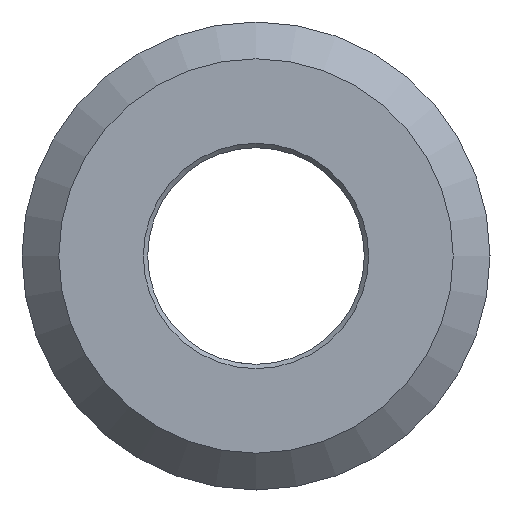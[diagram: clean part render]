
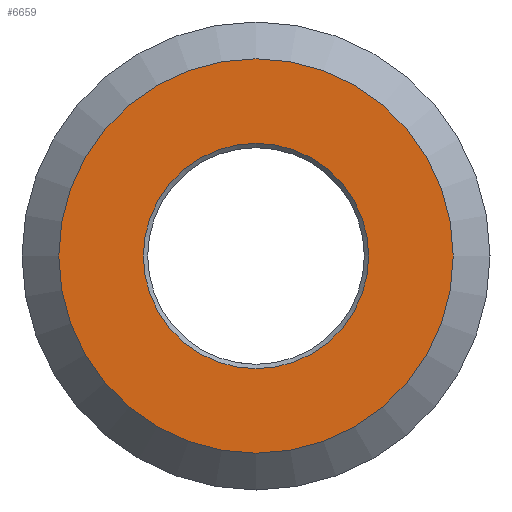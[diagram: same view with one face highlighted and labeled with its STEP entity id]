
A CAD part, front view. The second image highlights one B-rep face of the part: STEP entity #6659.
In plain terms, the highlighted planar face has unit normal (0, -1, 0).
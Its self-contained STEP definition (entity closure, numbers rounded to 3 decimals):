
#1124 = DIRECTION ( 'NONE',  ( 0., 1., 0. ) ) ;
#1555 = DIRECTION ( 'NONE',  ( 0., 0., 1. ) ) ;
#1691 = AXIS2_PLACEMENT_3D ( 'NONE', #7401, #1124, #3226 ) ;
#2560 = AXIS2_PLACEMENT_3D ( 'NONE', #4662, #7689, #1555 ) ;
#2581 = FACE_OUTER_BOUND ( 'NONE', #5048, .T. ) ;
#2976 = EDGE_LOOP ( 'NONE', ( #5040 ) ) ;
#3226 = DIRECTION ( 'NONE',  ( 0., 0., 1. ) ) ;
#4197 = EDGE_CURVE ( 'NONE', #8313, #8313, #10072, .T. ) ;
#4619 = PLANE ( 'NONE',  #2560 ) ;
#4662 = CARTESIAN_POINT ( 'NONE',  ( 0., -30., 0. ) ) ;
#5040 = ORIENTED_EDGE ( 'NONE', *, *, #4197, .T. ) ;
#5048 = EDGE_LOOP ( 'NONE', ( #11750 ) ) ;
#5109 = CARTESIAN_POINT ( 'NONE',  ( 0., -30., 6.5 ) ) ;
#6119 = EDGE_CURVE ( 'NONE', #6866, #6866, #11660, .T. ) ;
#6659 = ADVANCED_FACE ( 'NONE', ( #12284, #2581 ), #4619, .F. ) ;
#6866 = VERTEX_POINT ( 'NONE', #12437 ) ;
#7401 = CARTESIAN_POINT ( 'NONE',  ( 0., -30., 0. ) ) ;
#7689 = DIRECTION ( 'NONE',  ( 0., 1., 0. ) ) ;
#8313 = VERTEX_POINT ( 'NONE', #5109 ) ;
#9162 = AXIS2_PLACEMENT_3D ( 'NONE', #11835, #12877, #9857 ) ;
#9857 = DIRECTION ( 'NONE',  ( 0., 0., 1. ) ) ;
#10072 = CIRCLE ( 'NONE', #9162, 6.5 ) ;
#11660 = CIRCLE ( 'NONE', #1691, 11.379 ) ;
#11750 = ORIENTED_EDGE ( 'NONE', *, *, #6119, .F. ) ;
#11835 = CARTESIAN_POINT ( 'NONE',  ( 0., -30., 0. ) ) ;
#12284 = FACE_BOUND ( 'NONE', #2976, .T. ) ;
#12437 = CARTESIAN_POINT ( 'NONE',  ( 0., -30., 11.379 ) ) ;
#12877 = DIRECTION ( 'NONE',  ( 0., 1., 0. ) ) ;
